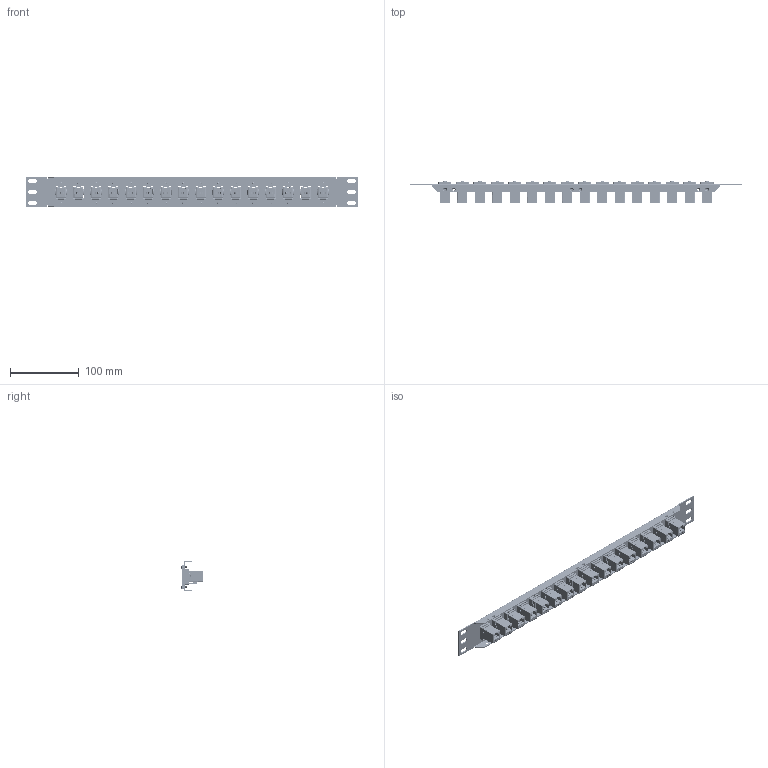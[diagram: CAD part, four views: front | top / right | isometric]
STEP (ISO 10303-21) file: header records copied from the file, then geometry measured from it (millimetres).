
FILE_DESCRIPTION (( 'STEP AP203' ), '1' );
FILE_NAME ('PR175F504B-C6A.STEP', '2014-10-15T18:51:01', ( 'x' ), ( '' ), 'SwSTEP 2.0', 'SolidWorks 2014', '' );
FILE_SCHEMA (( 'CONFIG_CONTROL_DESIGN' ));
Length unit declared in the file: inch
Products named in the file (5): PR175F504B-C6A; PR175F504B; ECF-SK_with Global Connectivity logo; TDG1026KC6A_no label; 91772A106_default
Assembly tree (65 placements, depth 2):
  PR175F504B-C6A
    PR175F504B
    ECF-SK_with Global Connectivity logo  x16
    TDG1026KC6A_no label  x16
    91772A106_default  x32
Bounding box: 482.6 x 31.8 x 43.94 mm (x, y, z)
Volume: 141069.9 mm3; surface area: 155147.8 mm2
Topology: 65 solids, 65 shells, 9340 faces, 24989 edges, 16174 vertices
Faces by surface type: plane 4750, bspline 1638, cylinder 1488, cone 1240, sphere 128, torus 96
Entity records: 47562 total; most frequent: CARTESIAN_POINT 18076, ORIENTED_EDGE 6108, DIRECTION 4736, EDGE_CURVE 3054, LINE 2048, VECTOR 2048, VERTEX_POINT 2010, EDGE_LOOP 1356
